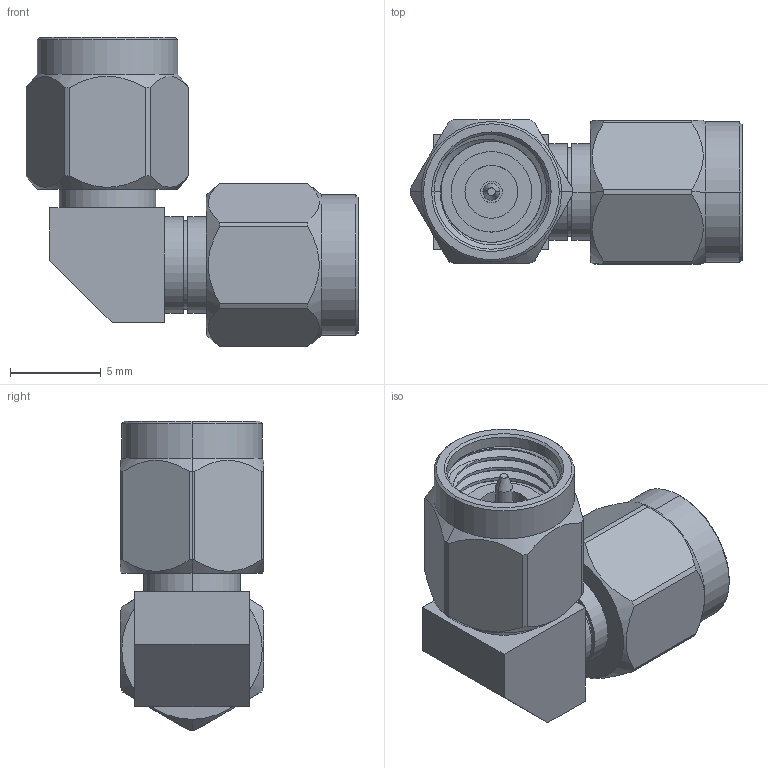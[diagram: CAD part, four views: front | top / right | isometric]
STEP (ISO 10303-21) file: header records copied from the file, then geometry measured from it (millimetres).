
FILE_DESCRIPTION (( 'STEP AP203' ), '1' );
FILE_NAME ('PE9645.step', '2018-10-01T15:02:03', ( '' ), ( '' ), 'SwSTEP 2.0', 'SolidWorks 2017', '' );
FILE_SCHEMA (( 'CONFIG_CONTROL_DESIGN' ));
Length unit declared in the file: inch
Products named in the file (1): PE9645
Bounding box: 18.34 x 7.94 x 17.07 mm (x, y, z)
Volume: 933.9 mm3; surface area: 1254.7 mm2
Topology: 1 solids, 1 shells, 137 faces, 333 edges, 214 vertices
Faces by surface type: cylinder 70, plane 35, cone 26, bspline 6
Entity records: 6032 total; most frequent: CARTESIAN_POINT 2899, ORIENTED_EDGE 666, DIRECTION 617, EDGE_CURVE 333, AXIS2_PLACEMENT_3D 248, VERTEX_POINT 214, EDGE_LOOP 153, ADVANCED_FACE 137
